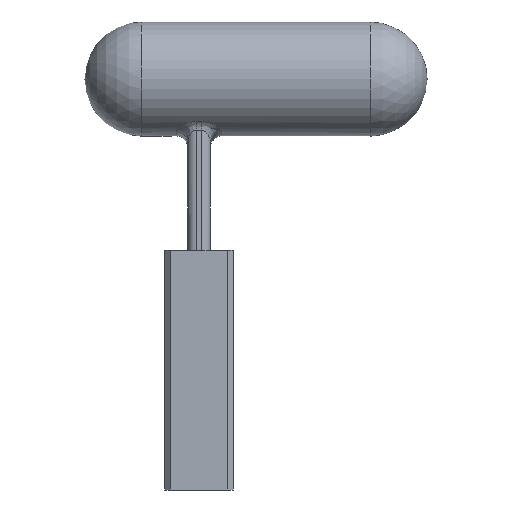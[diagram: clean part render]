
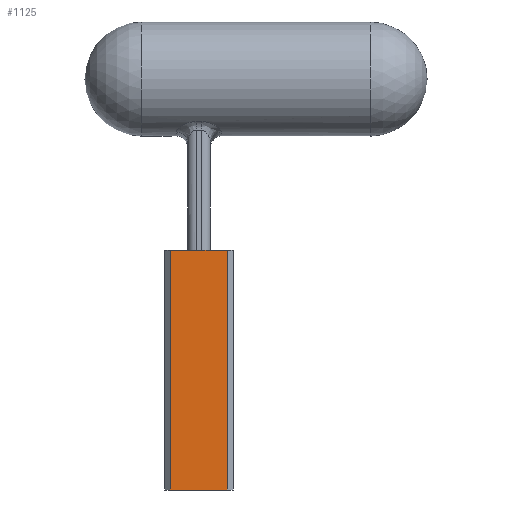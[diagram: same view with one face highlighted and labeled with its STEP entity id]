
A CAD part, front view. The second image highlights one B-rep face of the part: STEP entity #1125.
In plain terms, the highlighted planar face has unit normal (0, -1, 0).
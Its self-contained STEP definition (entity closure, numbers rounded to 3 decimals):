
#876 = VERTEX_POINT('',#877);
#877 = CARTESIAN_POINT('',(0.5,-6.,42.));
#925 = VERTEX_POINT('',#926);
#926 = CARTESIAN_POINT('',(-0.5,-6.,42.));
#932 = EDGE_CURVE('',#876,#925,#933,.T.);
#933 = LINE('',#934,#935);
#934 = CARTESIAN_POINT('',(2.,-6.,42.));
#935 = VECTOR('',#936,1.);
#936 = DIRECTION('',(-1.,0.,0.));
#1017 = EDGE_CURVE('',#1018,#876,#1020,.T.);
#1018 = VERTEX_POINT('',#1019);
#1019 = CARTESIAN_POINT('',(2.,-6.,42.));
#1020 = LINE('',#1021,#1022);
#1021 = CARTESIAN_POINT('',(1.,-6.,42.));
#1022 = VECTOR('',#1023,1.);
#1023 = DIRECTION('',(-1.,0.,0.));
#1025 = EDGE_CURVE('',#1026,#1018,#1028,.T.);
#1026 = VERTEX_POINT('',#1027);
#1027 = CARTESIAN_POINT('',(5.,-6.,42.));
#1028 = LINE('',#1029,#1030);
#1029 = CARTESIAN_POINT('',(6.,-6.,42.));
#1030 = VECTOR('',#1031,1.);
#1031 = DIRECTION('',(-1.,0.,0.));
#1125 = ADVANCED_FACE('',(#1126),#1169,.T.);
#1126 = FACE_BOUND('',#1127,.T.);
#1127 = EDGE_LOOP('',(#1128,#1138,#1144,#1145,#1146,#1147,#1155,#1163));
#1128 = ORIENTED_EDGE('',*,*,#1129,.F.);
#1129 = EDGE_CURVE('',#1130,#1132,#1134,.T.);
#1130 = VERTEX_POINT('',#1131);
#1131 = CARTESIAN_POINT('',(5.,-6.,0.));
#1132 = VERTEX_POINT('',#1133);
#1133 = CARTESIAN_POINT('',(-5.,-6.,0.));
#1134 = LINE('',#1135,#1136);
#1135 = CARTESIAN_POINT('',(6.,-6.,0.));
#1136 = VECTOR('',#1137,1.);
#1137 = DIRECTION('',(-1.,0.,0.));
#1138 = ORIENTED_EDGE('',*,*,#1139,.T.);
#1139 = EDGE_CURVE('',#1130,#1026,#1140,.T.);
#1140 = LINE('',#1141,#1142);
#1141 = CARTESIAN_POINT('',(5.,-6.,0.));
#1142 = VECTOR('',#1143,1.);
#1143 = DIRECTION('',(0.,0.,1.));
#1144 = ORIENTED_EDGE('',*,*,#1025,.T.);
#1145 = ORIENTED_EDGE('',*,*,#1017,.T.);
#1146 = ORIENTED_EDGE('',*,*,#932,.T.);
#1147 = ORIENTED_EDGE('',*,*,#1148,.T.);
#1148 = EDGE_CURVE('',#925,#1149,#1151,.T.);
#1149 = VERTEX_POINT('',#1150);
#1150 = CARTESIAN_POINT('',(-2.,-6.,42.));
#1151 = LINE('',#1152,#1153);
#1152 = CARTESIAN_POINT('',(2.,-6.,42.));
#1153 = VECTOR('',#1154,1.);
#1154 = DIRECTION('',(-1.,0.,0.));
#1155 = ORIENTED_EDGE('',*,*,#1156,.T.);
#1156 = EDGE_CURVE('',#1149,#1157,#1159,.T.);
#1157 = VERTEX_POINT('',#1158);
#1158 = CARTESIAN_POINT('',(-5.,-6.,42.));
#1159 = LINE('',#1160,#1161);
#1160 = CARTESIAN_POINT('',(6.,-6.,42.));
#1161 = VECTOR('',#1162,1.);
#1162 = DIRECTION('',(-1.,0.,0.));
#1163 = ORIENTED_EDGE('',*,*,#1164,.F.);
#1164 = EDGE_CURVE('',#1132,#1157,#1165,.T.);
#1165 = LINE('',#1166,#1167);
#1166 = CARTESIAN_POINT('',(-5.,-6.,0.));
#1167 = VECTOR('',#1168,1.);
#1168 = DIRECTION('',(0.,0.,1.));
#1169 = PLANE('',#1170);
#1170 = AXIS2_PLACEMENT_3D('',#1171,#1172,#1173);
#1171 = CARTESIAN_POINT('',(6.,-6.,0.));
#1172 = DIRECTION('',(0.,-1.,0.));
#1173 = DIRECTION('',(-1.,0.,0.));
